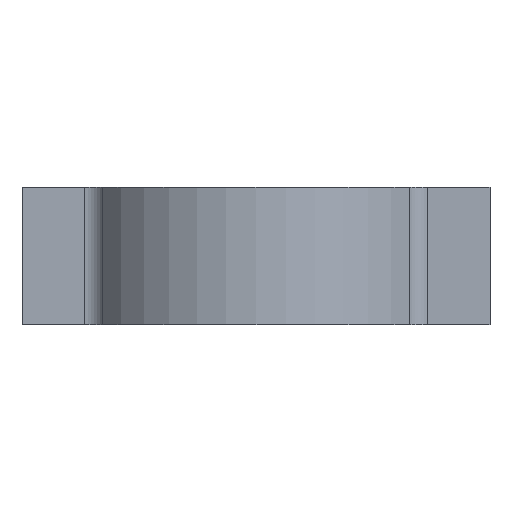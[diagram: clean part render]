
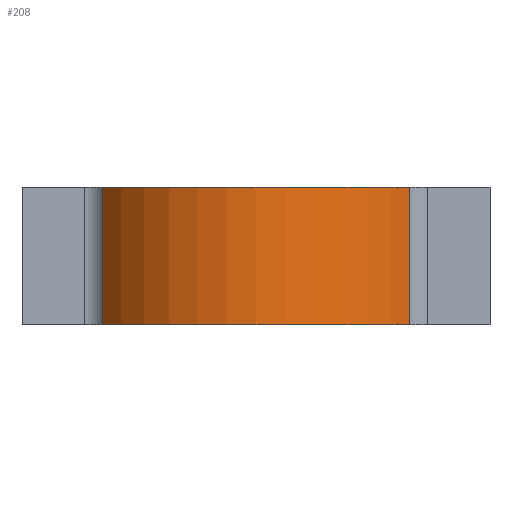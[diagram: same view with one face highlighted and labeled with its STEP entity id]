
A CAD part, front view. The second image highlights one B-rep face of the part: STEP entity #208.
In plain terms, the highlighted cylindrical face has radius 8.577 mm (diameter 17.154 mm), a partial arc.
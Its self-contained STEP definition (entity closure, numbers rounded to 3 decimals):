
#10 = VERTEX_POINT ( 'NONE', #538 ) ;
#67 = CARTESIAN_POINT ( 'NONE',  ( 0., 0.927, 6.3 ) ) ;
#81 = LINE ( 'NONE', #233, #904 ) ;
#111 = CARTESIAN_POINT ( 'NONE',  ( 7.067, -3.933, 6.3 ) ) ;
#134 = DIRECTION ( 'NONE',  ( -1., 0., 0. ) ) ;
#208 = ADVANCED_FACE ( 'NONE', ( #221 ), #363, .T. ) ;
#221 = FACE_OUTER_BOUND ( 'NONE', #429, .T. ) ;
#229 = ORIENTED_EDGE ( 'NONE', *, *, #636, .F. ) ;
#233 = CARTESIAN_POINT ( 'NONE',  ( -7.067, -3.933, 6.3 ) ) ;
#250 = VERTEX_POINT ( 'NONE', #489 ) ;
#277 = DIRECTION ( 'NONE',  ( 0., 0., -1. ) ) ;
#321 = ORIENTED_EDGE ( 'NONE', *, *, #861, .T. ) ;
#328 = ORIENTED_EDGE ( 'NONE', *, *, #331, .F. ) ;
#331 = EDGE_CURVE ( 'NONE', #509, #10, #367, .T. ) ;
#350 = CIRCLE ( 'NONE', #425, 8.577 ) ;
#354 = DIRECTION ( 'NONE',  ( -1., 0., 0. ) ) ;
#363 = CYLINDRICAL_SURFACE ( 'NONE', #377, 8.577 ) ;
#367 = LINE ( 'NONE', #579, #557 ) ;
#377 = AXIS2_PLACEMENT_3D ( 'NONE', #67, #923, #354 ) ;
#383 = DIRECTION ( 'NONE',  ( 0., 0., -1. ) ) ;
#394 = AXIS2_PLACEMENT_3D ( 'NONE', #572, #422, #707 ) ;
#422 = DIRECTION ( 'NONE',  ( 0., 0., 1. ) ) ;
#425 = AXIS2_PLACEMENT_3D ( 'NONE', #925, #277, #134 ) ;
#429 = EDGE_LOOP ( 'NONE', ( #496, #328, #229, #321 ) ) ;
#489 = CARTESIAN_POINT ( 'NONE',  ( -7.067, -3.933, 0. ) ) ;
#496 = ORIENTED_EDGE ( 'NONE', *, *, #702, .F. ) ;
#509 = VERTEX_POINT ( 'NONE', #111 ) ;
#513 = DIRECTION ( 'NONE',  ( 0., 0., -1. ) ) ;
#538 = CARTESIAN_POINT ( 'NONE',  ( 7.067, -3.933, 0. ) ) ;
#557 = VECTOR ( 'NONE', #513, 1000. ) ;
#572 = CARTESIAN_POINT ( 'NONE',  ( 0., 0.927, 6.3 ) ) ;
#579 = CARTESIAN_POINT ( 'NONE',  ( 7.067, -3.933, 6.3 ) ) ;
#636 = EDGE_CURVE ( 'NONE', #672, #509, #795, .T. ) ;
#672 = VERTEX_POINT ( 'NONE', #701 ) ;
#701 = CARTESIAN_POINT ( 'NONE',  ( -7.067, -3.933, 6.3 ) ) ;
#702 = EDGE_CURVE ( 'NONE', #10, #250, #350, .T. ) ;
#707 = DIRECTION ( 'NONE',  ( 1., 0., 0. ) ) ;
#795 = CIRCLE ( 'NONE', #394, 8.577 ) ;
#861 = EDGE_CURVE ( 'NONE', #672, #250, #81, .T. ) ;
#904 = VECTOR ( 'NONE', #383, 1000. ) ;
#923 = DIRECTION ( 'NONE',  ( 0., 0., -1. ) ) ;
#925 = CARTESIAN_POINT ( 'NONE',  ( 0., 0.927, 0. ) ) ;
